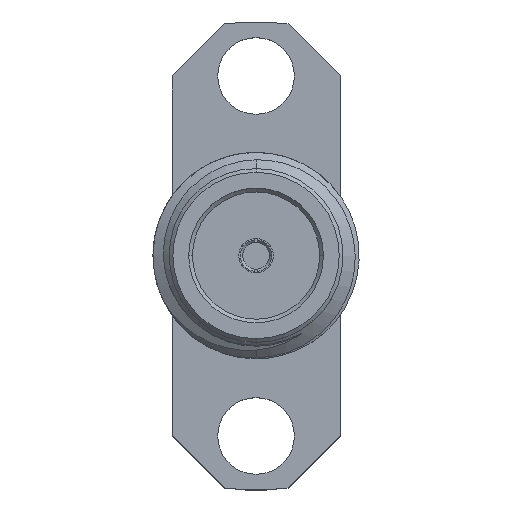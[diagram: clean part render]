
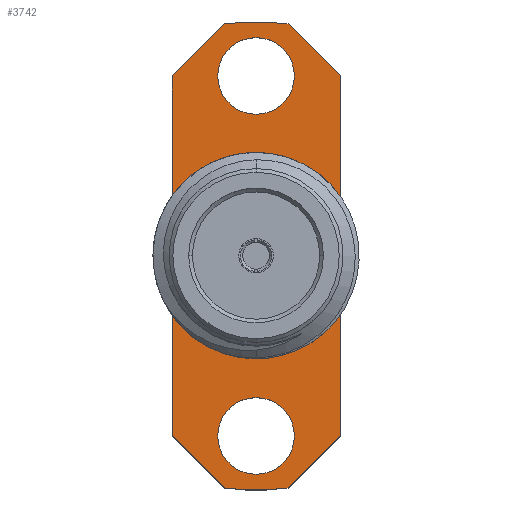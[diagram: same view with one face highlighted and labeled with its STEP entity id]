
A CAD part, top view. The second image highlights one B-rep face of the part: STEP entity #3742.
In plain terms, the highlighted planar face has unit normal (0, 0, 1).
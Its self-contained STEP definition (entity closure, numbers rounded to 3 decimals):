
#9 = CARTESIAN_POINT ( 'NONE',  ( 0., 6.11, 0. ) ) ;
#22 = DIRECTION ( 'NONE',  ( 0., 0., 1. ) ) ;
#40 = CARTESIAN_POINT ( 'NONE',  ( 1.3, -6.11, 0. ) ) ;
#93 = EDGE_LOOP ( 'NONE', ( #3001, #225 ) ) ;
#117 = CIRCLE ( 'NONE', #2285, 1.3 ) ;
#123 = VERTEX_POINT ( 'NONE', #3323 ) ;
#151 = LINE ( 'NONE', #3474, #4549 ) ;
#171 = LINE ( 'NONE', #1723, #1678 ) ;
#179 = VERTEX_POINT ( 'NONE', #1916 ) ;
#225 = ORIENTED_EDGE ( 'NONE', *, *, #1889, .F. ) ;
#288 = ORIENTED_EDGE ( 'NONE', *, *, #2805, .T. ) ;
#298 = CARTESIAN_POINT ( 'NONE',  ( -2.85, 6.11, 0. ) ) ;
#365 = AXIS2_PLACEMENT_3D ( 'NONE', #1906, #3023, #1551 ) ;
#691 = AXIS2_PLACEMENT_3D ( 'NONE', #3448, #3805, #1250 ) ;
#721 = CARTESIAN_POINT ( 'NONE',  ( 2.85, 6.11, 0. ) ) ;
#767 = ORIENTED_EDGE ( 'NONE', *, *, #4774, .T. ) ;
#786 = CARTESIAN_POINT ( 'NONE',  ( 0., 0., 0. ) ) ;
#872 = ORIENTED_EDGE ( 'NONE', *, *, #1145, .T. ) ;
#881 = VERTEX_POINT ( 'NONE', #1501 ) ;
#946 = EDGE_CURVE ( 'NONE', #1550, #2670, #2221, .T. ) ;
#973 = EDGE_CURVE ( 'NONE', #4046, #1553, #3111, .T. ) ;
#1026 = EDGE_CURVE ( 'NONE', #4733, #881, #3382, .T. ) ;
#1063 = CARTESIAN_POINT ( 'NONE',  ( -1.3, 6.11, 0. ) ) ;
#1109 = DIRECTION ( 'NONE',  ( 0., 0., 1. ) ) ;
#1127 = LINE ( 'NONE', #1586, #3816 ) ;
#1140 = DIRECTION ( 'NONE',  ( 0., -1., 0. ) ) ;
#1145 = EDGE_CURVE ( 'NONE', #1850, #2005, #151, .T. ) ;
#1177 = DIRECTION ( 'NONE',  ( 1., 0., 0. ) ) ;
#1186 = CARTESIAN_POINT ( 'NONE',  ( -2.85, -6.11, 0. ) ) ;
#1189 = CARTESIAN_POINT ( 'NONE',  ( 1.084, 7.876, 0. ) ) ;
#1250 = DIRECTION ( 'NONE',  ( 1., 0., 0. ) ) ;
#1330 = ORIENTED_EDGE ( 'NONE', *, *, #1424, .F. ) ;
#1337 = CARTESIAN_POINT ( 'NONE',  ( 0., 6.11, 0. ) ) ;
#1343 = DIRECTION ( 'NONE',  ( -0.707, 0.707, 0. ) ) ;
#1350 = DIRECTION ( 'NONE',  ( 0., 0., 1. ) ) ;
#1401 = CIRCLE ( 'NONE', #2677, 7.95 ) ;
#1405 = DIRECTION ( 'NONE',  ( 1., 0., 0. ) ) ;
#1424 = EDGE_CURVE ( 'NONE', #2670, #1550, #1686, .T. ) ;
#1457 = DIRECTION ( 'NONE',  ( 0., 0., 1. ) ) ;
#1486 = CARTESIAN_POINT ( 'NONE',  ( 2.85, -6.11, 0. ) ) ;
#1501 = CARTESIAN_POINT ( 'NONE',  ( 2.85, -6.11, 0. ) ) ;
#1550 = VERTEX_POINT ( 'NONE', #3173 ) ;
#1551 = DIRECTION ( 'NONE',  ( 0., -1., 0. ) ) ;
#1553 = VERTEX_POINT ( 'NONE', #3520 ) ;
#1586 = CARTESIAN_POINT ( 'NONE',  ( 2.85, -7.422, 0. ) ) ;
#1594 = FACE_BOUND ( 'NONE', #4381, .T. ) ;
#1620 = CARTESIAN_POINT ( 'NONE',  ( 2.85, 6.11, 0. ) ) ;
#1633 = EDGE_LOOP ( 'NONE', ( #4685, #1330 ) ) ;
#1645 = EDGE_CURVE ( 'NONE', #2732, #2005, #171, .T. ) ;
#1678 = VECTOR ( 'NONE', #1343, 1000. ) ;
#1686 = CIRCLE ( 'NONE', #4141, 1.3 ) ;
#1695 = ORIENTED_EDGE ( 'NONE', *, *, #4229, .F. ) ;
#1705 = ORIENTED_EDGE ( 'NONE', *, *, #4369, .T. ) ;
#1710 = FACE_BOUND ( 'NONE', #1633, .T. ) ;
#1723 = CARTESIAN_POINT ( 'NONE',  ( -2.85, -6.11, 0. ) ) ;
#1797 = CARTESIAN_POINT ( 'NONE',  ( 0., -2.675, 0. ) ) ;
#1850 = VERTEX_POINT ( 'NONE', #298 ) ;
#1863 = CIRCLE ( 'NONE', #365, 2.675 ) ;
#1889 = EDGE_CURVE ( 'NONE', #179, #2781, #117, .T. ) ;
#1892 = VERTEX_POINT ( 'NONE', #1797 ) ;
#1906 = CARTESIAN_POINT ( 'NONE',  ( 0., 0., 0. ) ) ;
#1916 = CARTESIAN_POINT ( 'NONE',  ( -1.3, -6.11, 0. ) ) ;
#1945 = CARTESIAN_POINT ( 'NONE',  ( 0., 0., 0. ) ) ;
#2005 = VERTEX_POINT ( 'NONE', #1186 ) ;
#2048 = VECTOR ( 'NONE', #2793, 1000. ) ;
#2072 = CARTESIAN_POINT ( 'NONE',  ( -2.85, 6.11, 0. ) ) ;
#2088 = DIRECTION ( 'NONE',  ( 1., 0., 0. ) ) ;
#2199 = FACE_BOUND ( 'NONE', #93, .T. ) ;
#2215 = LINE ( 'NONE', #2072, #2048 ) ;
#2221 = CIRCLE ( 'NONE', #2660, 1.3 ) ;
#2285 = AXIS2_PLACEMENT_3D ( 'NONE', #2961, #1457, #1405 ) ;
#2308 = DIRECTION ( 'NONE',  ( 0., -1., 0. ) ) ;
#2501 = DIRECTION ( 'NONE',  ( 0., 0., 1. ) ) ;
#2528 = CIRCLE ( 'NONE', #2595, 2.675 ) ;
#2595 = AXIS2_PLACEMENT_3D ( 'NONE', #786, #22, #1140 ) ;
#2655 = CARTESIAN_POINT ( 'NONE',  ( 0., 0., 0. ) ) ;
#2660 = AXIS2_PLACEMENT_3D ( 'NONE', #9, #1109, #3367 ) ;
#2670 = VERTEX_POINT ( 'NONE', #1063 ) ;
#2677 = AXIS2_PLACEMENT_3D ( 'NONE', #2655, #3387, #1177 ) ;
#2713 = ORIENTED_EDGE ( 'NONE', *, *, #2771, .F. ) ;
#2732 = VERTEX_POINT ( 'NONE', #2999 ) ;
#2771 = EDGE_CURVE ( 'NONE', #123, #1892, #2528, .T. ) ;
#2781 = VERTEX_POINT ( 'NONE', #40 ) ;
#2793 = DIRECTION ( 'NONE',  ( -0.707, -0.707, 0. ) ) ;
#2805 = EDGE_CURVE ( 'NONE', #881, #3938, #1127, .T. ) ;
#2848 = CARTESIAN_POINT ( 'NONE',  ( 0., 0., 0. ) ) ;
#2849 = ORIENTED_EDGE ( 'NONE', *, *, #2922, .F. ) ;
#2908 = AXIS2_PLACEMENT_3D ( 'NONE', #1945, #3060, #4185 ) ;
#2922 = EDGE_CURVE ( 'NONE', #4046, #3938, #4270, .T. ) ;
#2961 = CARTESIAN_POINT ( 'NONE',  ( 0., -6.11, 0. ) ) ;
#2999 = CARTESIAN_POINT ( 'NONE',  ( -1.084, -7.876, 0. ) ) ;
#3001 = ORIENTED_EDGE ( 'NONE', *, *, #3486, .F. ) ;
#3023 = DIRECTION ( 'NONE',  ( 0., 0., 1. ) ) ;
#3060 = DIRECTION ( 'NONE',  ( 0., 0., 1. ) ) ;
#3082 = DIRECTION ( 'NONE',  ( 0.707, -0.707, 0. ) ) ;
#3111 = CIRCLE ( 'NONE', #2908, 7.95 ) ;
#3122 = VECTOR ( 'NONE', #3082, 1000. ) ;
#3173 = CARTESIAN_POINT ( 'NONE',  ( 1.3, 6.11, 0. ) ) ;
#3323 = CARTESIAN_POINT ( 'NONE',  ( 0., 2.675, 0. ) ) ;
#3326 = VECTOR ( 'NONE', #4592, 1000. ) ;
#3367 = DIRECTION ( 'NONE',  ( 1., 0., 0. ) ) ;
#3382 = LINE ( 'NONE', #1486, #3326 ) ;
#3387 = DIRECTION ( 'NONE',  ( 0., 0., 1. ) ) ;
#3448 = CARTESIAN_POINT ( 'NONE',  ( 0., -6.11, 0. ) ) ;
#3474 = CARTESIAN_POINT ( 'NONE',  ( -2.85, -7.422, 0. ) ) ;
#3486 = EDGE_CURVE ( 'NONE', #2781, #179, #3510, .T. ) ;
#3510 = CIRCLE ( 'NONE', #691, 1.3 ) ;
#3520 = CARTESIAN_POINT ( 'NONE',  ( -1.084, 7.876, 0. ) ) ;
#3558 = FACE_OUTER_BOUND ( 'NONE', #3825, .T. ) ;
#3615 = DIRECTION ( 'NONE',  ( 1., 0., 0. ) ) ;
#3625 = AXIS2_PLACEMENT_3D ( 'NONE', #2848, #2501, #3615 ) ;
#3742 = ADVANCED_FACE ( 'NONE', ( #1594, #2199, #1710, #3558 ), #4327, .T. ) ;
#3765 = ORIENTED_EDGE ( 'NONE', *, *, #973, .T. ) ;
#3805 = DIRECTION ( 'NONE',  ( 0., 0., 1. ) ) ;
#3806 = CARTESIAN_POINT ( 'NONE',  ( 1.084, -7.876, 0. ) ) ;
#3816 = VECTOR ( 'NONE', #4179, 1000. ) ;
#3825 = EDGE_LOOP ( 'NONE', ( #872, #4204, #767, #4200, #288, #2849, #3765, #1705 ) ) ;
#3938 = VERTEX_POINT ( 'NONE', #721 ) ;
#4046 = VERTEX_POINT ( 'NONE', #1189 ) ;
#4141 = AXIS2_PLACEMENT_3D ( 'NONE', #1337, #1350, #2088 ) ;
#4179 = DIRECTION ( 'NONE',  ( 0., 1., 0. ) ) ;
#4185 = DIRECTION ( 'NONE',  ( 1., 0., 0. ) ) ;
#4200 = ORIENTED_EDGE ( 'NONE', *, *, #1026, .T. ) ;
#4204 = ORIENTED_EDGE ( 'NONE', *, *, #1645, .F. ) ;
#4229 = EDGE_CURVE ( 'NONE', #1892, #123, #1863, .T. ) ;
#4270 = LINE ( 'NONE', #1620, #3122 ) ;
#4327 = PLANE ( 'NONE',  #3625 ) ;
#4369 = EDGE_CURVE ( 'NONE', #1553, #1850, #2215, .T. ) ;
#4381 = EDGE_LOOP ( 'NONE', ( #1695, #2713 ) ) ;
#4549 = VECTOR ( 'NONE', #2308, 1000. ) ;
#4592 = DIRECTION ( 'NONE',  ( 0.707, 0.707, 0. ) ) ;
#4685 = ORIENTED_EDGE ( 'NONE', *, *, #946, .F. ) ;
#4733 = VERTEX_POINT ( 'NONE', #3806 ) ;
#4774 = EDGE_CURVE ( 'NONE', #2732, #4733, #1401, .T. ) ;
